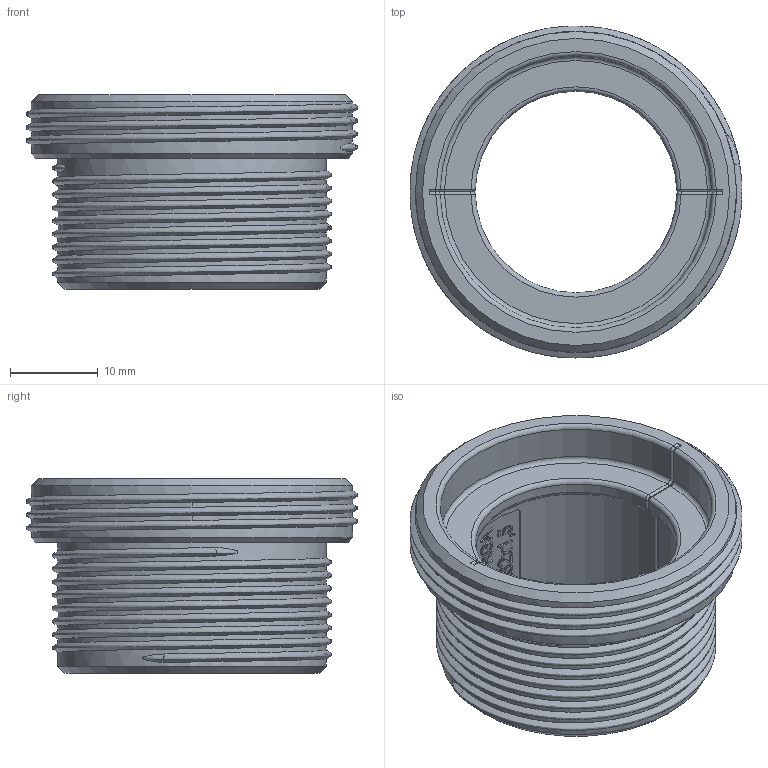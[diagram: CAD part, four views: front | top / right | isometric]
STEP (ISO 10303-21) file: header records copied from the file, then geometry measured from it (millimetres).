
FILE_DESCRIPTION(/* description */ (''),/* implementation_level */ '2;1');
FILE_NAME(/* name */ '28773.4_KDS-RGA_M32.stp',/* time_stamp */ '2020-02-26T15:57:19+01:00',/* author */ (''),/* organization */ (''),/* preprocessor_version */ 'ST-DEVELOPER v16.7',/* originating_system */ 'SIEMENS PLM Software NX 12.0',/* authorisation */ '');
FILE_SCHEMA (('AUTOMOTIVE_DESIGN { 1 0 10303 214 3 1 1 1 }'));
Length unit declared in the file: millimetre
Products named in the file (1): 28773.4_KDS-RGA_M32
Bounding box: 37.73 x 37.73 x 22.1 mm (x, y, z)
Volume: 6278.5 mm3; surface area: 6007.3 mm2
Topology: 1 solids, 1 shells, 427 faces, 1092 edges, 703 vertices
Faces by surface type: plane 202, cylinder 89, extrusion 84, bspline 30, torus 12, cone 6, revolution 4
Full cylindrical faces by diameter (mm): 30.5 x8, 36.5 x3
Entity records: 31245 total; most frequent: CARTESIAN_POINT 21469, ORIENTED_EDGE 2104, DIRECTION 1834, EDGE_CURVE 1052, VERTEX_POINT 680, AXIS2_PLACEMENT_3D 640, VECTOR 550, LINE 466
